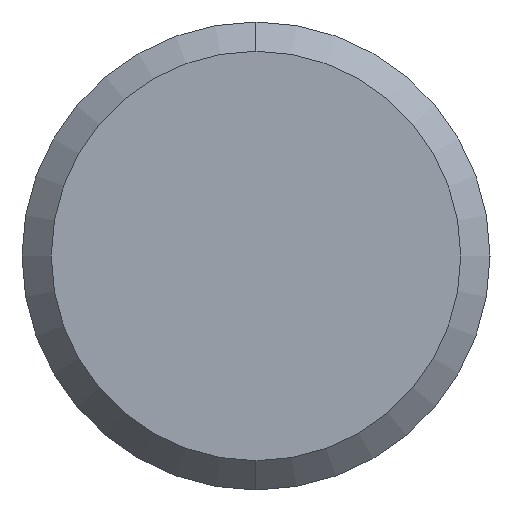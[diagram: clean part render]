
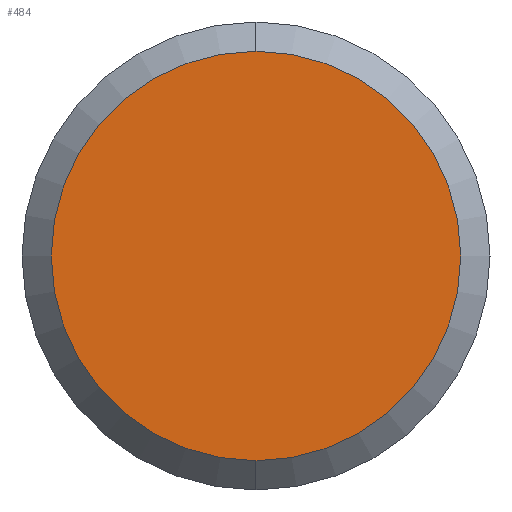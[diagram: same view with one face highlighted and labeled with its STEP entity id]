
A CAD part, left-side view. The second image highlights one B-rep face of the part: STEP entity #484.
In plain terms, the highlighted face is planar.
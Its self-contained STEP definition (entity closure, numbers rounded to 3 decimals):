
#283=CARTESIAN_POINT('',(0.,0.,0.));
#284=DIRECTION('',(0.,0.,1.));
#285=DIRECTION('',(-1.,0.,0.));
#286=AXIS2_PLACEMENT_3D('',#283,#284,#285);
#291=CARTESIAN_POINT('',(0.,0.,0.));
#292=DIRECTION('',(0.,0.,-1.));
#293=DIRECTION('',(-1.,0.,0.));
#294=AXIS2_PLACEMENT_3D('',#291,#292,#293);
#300=CARTESIAN_POINT('',(-1.75,0.,0.));
#302=VERTEX_POINT('',#300);
#304=CARTESIAN_POINT('',(1.75,0.,0.));
#306=VERTEX_POINT('',#304);
#475=CARTESIAN_POINT('',(0.,0.,0.));
#476=DIRECTION('',(0.,0.,-1.));
#477=DIRECTION('',(1.,0.,0.));
#478=AXIS2_PLACEMENT_3D('',#475,#476,#477);
#479=PLANE('',#478);
#480=ORIENTED_EDGE('',*,*,#454,.F.);
#481=ORIENTED_EDGE('',*,*,#470,.T.);
#482=EDGE_LOOP('',(#480,#481));
#483=FACE_OUTER_BOUND('',#482,.F.);
#287=CIRCLE('',#286,1.75);
#295=CIRCLE('',#294,1.75);
#454=EDGE_CURVE('',#302,#306,#287,.T.);
#470=EDGE_CURVE('',#302,#306,#295,.T.);
#484=ADVANCED_FACE('',(#483),#479,.F.);
